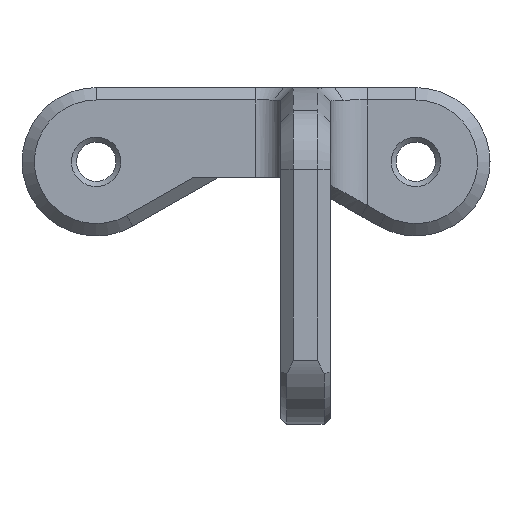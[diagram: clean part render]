
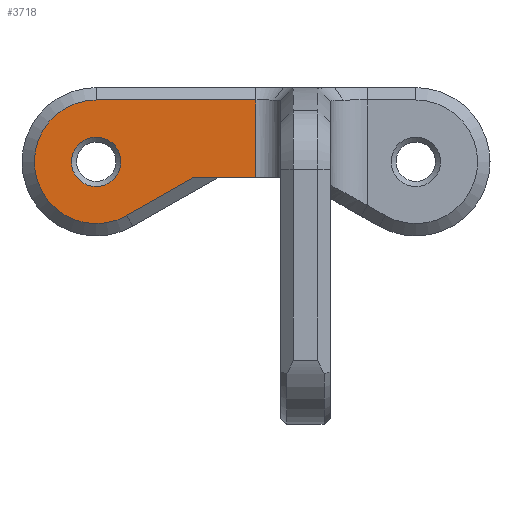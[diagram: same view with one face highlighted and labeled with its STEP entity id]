
A CAD part, front view. The second image highlights one B-rep face of the part: STEP entity #3718.
In plain terms, the highlighted planar face has unit normal (0, -1, 0).
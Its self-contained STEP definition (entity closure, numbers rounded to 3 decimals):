
#1572 = PLANE('',#1573);
#1573 = AXIS2_PLACEMENT_3D('',#1574,#1575,#1576);
#1574 = CARTESIAN_POINT('',(-12.925,-3.5,14.76));
#1575 = DIRECTION('',(0.,-0.707,0.707));
#1576 = DIRECTION('',(-1.,-0.,-0.));
#1722 = PLANE('',#1723);
#1723 = AXIS2_PLACEMENT_3D('',#1724,#1725,#1726);
#1724 = CARTESIAN_POINT('',(-3.,0.,8.));
#1725 = DIRECTION('',(0.,0.,1.));
#1726 = DIRECTION('',(1.,0.,0.));
#2612 = VERTEX_POINT('',#2613);
#2613 = CARTESIAN_POINT('',(0.,-4.,14.26));
#2658 = CYLINDRICAL_SURFACE('',#2659,2.);
#2659 = AXIS2_PLACEMENT_3D('',#2660,#2661,#2662);
#2660 = CARTESIAN_POINT('',(0.,-6.,15.26));
#2661 = DIRECTION('',(0.,0.,-1.));
#2662 = DIRECTION('',(1.,0.,0.));
#2708 = VERTEX_POINT('',#2709);
#2709 = CARTESIAN_POINT('',(-12.925,-4.,14.26));
#2723 = CONICAL_SURFACE('',#2724,6.,0.785);
#2724 = AXIS2_PLACEMENT_3D('',#2725,#2726,#2727);
#2725 = CARTESIAN_POINT('',(-12.925,-3.,9.26));
#2726 = DIRECTION('',(0.,1.,0.));
#2727 = DIRECTION('',(0.494,0.,-0.869)
  );
#2736 = EDGE_CURVE('',#2708,#2612,#2737,.T.);
#2737 = SURFACE_CURVE('',#2738,(#2742,#2749),.PCURVE_S1.);
#2738 = LINE('',#2739,#2740);
#2739 = CARTESIAN_POINT('',(-12.925,-4.,14.26));
#2740 = VECTOR('',#2741,1.);
#2741 = DIRECTION('',(1.,0.,0.));
#2742 = PCURVE('',#1572,#2743);
#2743 = DEFINITIONAL_REPRESENTATION('',(#2744),#2748);
#2744 = LINE('',#2745,#2746);
#2745 = CARTESIAN_POINT('',(-0.,0.707));
#2746 = VECTOR('',#2747,1.);
#2747 = DIRECTION('',(-1.,0.));
#2748 = ( GEOMETRIC_REPRESENTATION_CONTEXT(2) 
PARAMETRIC_REPRESENTATION_CONTEXT() REPRESENTATION_CONTEXT('2D SPACE',''
  ) );
#2749 = PCURVE('',#2750,#2755);
#2750 = PLANE('',#2751);
#2751 = AXIS2_PLACEMENT_3D('',#2752,#2753,#2754);
#2752 = CARTESIAN_POINT('',(0.,-4.,9.889));
#2753 = DIRECTION('',(0.,1.,0.));
#2754 = DIRECTION('',(0.,0.,1.));
#2755 = DEFINITIONAL_REPRESENTATION('',(#2756),#2760);
#2756 = LINE('',#2757,#2758);
#2757 = CARTESIAN_POINT('',(4.371,-12.925));
#2758 = VECTOR('',#2759,1.);
#2759 = DIRECTION('',(0.,1.));
#2760 = ( GEOMETRIC_REPRESENTATION_CONTEXT(2) 
PARAMETRIC_REPRESENTATION_CONTEXT() REPRESENTATION_CONTEXT('2D SPACE',''
  ) );
#2915 = VERTEX_POINT('',#2916);
#2916 = CARTESIAN_POINT('',(-5.024,-4.,8.));
#2930 = PLANE('',#2931);
#2931 = AXIS2_PLACEMENT_3D('',#2932,#2933,#2934);
#2932 = CARTESIAN_POINT('',(-3.247,-3.5,8.435));
#2933 = DIRECTION('',(0.349,-0.707,-0.615));
#2934 = DIRECTION('',(0.869,0.,0.494));
#2942 = EDGE_CURVE('',#2943,#2915,#2945,.T.);
#2943 = VERTEX_POINT('',#2944);
#2944 = CARTESIAN_POINT('',(-3.,-4.,8.));
#2945 = SURFACE_CURVE('',#2946,(#2950,#2957),.PCURVE_S1.);
#2946 = LINE('',#2947,#2948);
#2947 = CARTESIAN_POINT('',(-1.5,-4.,8.));
#2948 = VECTOR('',#2949,1.);
#2949 = DIRECTION('',(-1.,0.,0.));
#2950 = PCURVE('',#1722,#2951);
#2951 = DEFINITIONAL_REPRESENTATION('',(#2952),#2956);
#2952 = LINE('',#2953,#2954);
#2953 = CARTESIAN_POINT('',(1.5,-4.));
#2954 = VECTOR('',#2955,1.);
#2955 = DIRECTION('',(-1.,0.));
#2956 = ( GEOMETRIC_REPRESENTATION_CONTEXT(2) 
PARAMETRIC_REPRESENTATION_CONTEXT() REPRESENTATION_CONTEXT('2D SPACE',''
  ) );
#2957 = PCURVE('',#2750,#2958);
#2958 = DEFINITIONAL_REPRESENTATION('',(#2959),#2963);
#2959 = LINE('',#2960,#2961);
#2960 = CARTESIAN_POINT('',(-1.889,-1.5));
#2961 = VECTOR('',#2962,1.);
#2962 = DIRECTION('',(0.,-1.));
#2963 = ( GEOMETRIC_REPRESENTATION_CONTEXT(2) 
PARAMETRIC_REPRESENTATION_CONTEXT() REPRESENTATION_CONTEXT('2D SPACE',''
  ) );
#2965 = EDGE_CURVE('',#2943,#2966,#2968,.T.);
#2966 = VERTEX_POINT('',#2967);
#2967 = CARTESIAN_POINT('',(0.,-4.,8.));
#2968 = SURFACE_CURVE('',#2969,(#2973,#2980),.PCURVE_S1.);
#2969 = LINE('',#2970,#2971);
#2970 = CARTESIAN_POINT('',(-3.,-4.,8.));
#2971 = VECTOR('',#2972,1.);
#2972 = DIRECTION('',(1.,0.,0.));
#2973 = PCURVE('',#1722,#2974);
#2974 = DEFINITIONAL_REPRESENTATION('',(#2975),#2979);
#2975 = LINE('',#2976,#2977);
#2976 = CARTESIAN_POINT('',(0.,-4.));
#2977 = VECTOR('',#2978,1.);
#2978 = DIRECTION('',(1.,0.));
#2979 = ( GEOMETRIC_REPRESENTATION_CONTEXT(2) 
PARAMETRIC_REPRESENTATION_CONTEXT() REPRESENTATION_CONTEXT('2D SPACE',''
  ) );
#2980 = PCURVE('',#2750,#2981);
#2981 = DEFINITIONAL_REPRESENTATION('',(#2982),#2986);
#2982 = LINE('',#2983,#2984);
#2983 = CARTESIAN_POINT('',(-1.889,-3.));
#2984 = VECTOR('',#2985,1.);
#2985 = DIRECTION('',(0.,1.));
#2986 = ( GEOMETRIC_REPRESENTATION_CONTEXT(2) 
PARAMETRIC_REPRESENTATION_CONTEXT() REPRESENTATION_CONTEXT('2D SPACE',''
  ) );
#3125 = CONICAL_SURFACE('',#3126,1.6,0.785);
#3126 = AXIS2_PLACEMENT_3D('',#3127,#3128,#3129);
#3127 = CARTESIAN_POINT('',(-12.925,-3.6,9.26));
#3128 = DIRECTION('',(0.,-1.,0.));
#3129 = DIRECTION('',(1.,0.,0.));
#3650 = EDGE_CURVE('',#2612,#2966,#3651,.T.);
#3651 = SURFACE_CURVE('',#3652,(#3656,#3662),.PCURVE_S1.);
#3652 = LINE('',#3653,#3654);
#3653 = CARTESIAN_POINT('',(0.,-4.,15.26));
#3654 = VECTOR('',#3655,1.);
#3655 = DIRECTION('',(0.,0.,-1.));
#3656 = PCURVE('',#2658,#3657);
#3657 = DEFINITIONAL_REPRESENTATION('',(#3658),#3661);
#3658 = B_SPLINE_CURVE_WITH_KNOTS('',1,(#3659,#3660),.UNSPECIFIED.,.F.,
  .F.,(2,2),(1.,7.26),.PIECEWISE_BEZIER_KNOTS.);
#3659 = CARTESIAN_POINT('',(-1.571,1.));
#3660 = CARTESIAN_POINT('',(-1.571,7.26));
#3661 = ( GEOMETRIC_REPRESENTATION_CONTEXT(2) 
PARAMETRIC_REPRESENTATION_CONTEXT() REPRESENTATION_CONTEXT('2D SPACE',''
  ) );
#3662 = PCURVE('',#2750,#3663);
#3663 = DEFINITIONAL_REPRESENTATION('',(#3664),#3668);
#3664 = LINE('',#3665,#3666);
#3665 = CARTESIAN_POINT('',(5.371,0.));
#3666 = VECTOR('',#3667,1.);
#3667 = DIRECTION('',(-1.,0.));
#3668 = ( GEOMETRIC_REPRESENTATION_CONTEXT(2) 
PARAMETRIC_REPRESENTATION_CONTEXT() REPRESENTATION_CONTEXT('2D SPACE',''
  ) );
#3675 = VERTEX_POINT('',#3676);
#3676 = CARTESIAN_POINT('',(-10.454,-4.,4.913));
#3698 = EDGE_CURVE('',#3675,#2708,#3699,.T.);
#3699 = SURFACE_CURVE('',#3700,(#3705,#3711),.PCURVE_S1.);
#3700 = CIRCLE('',#3701,5.);
#3701 = AXIS2_PLACEMENT_3D('',#3702,#3703,#3704);
#3702 = CARTESIAN_POINT('',(-12.925,-4.,9.26));
#3703 = DIRECTION('',(0.,1.,0.));
#3704 = DIRECTION('',(0.494,0.,-0.869)
  );
#3705 = PCURVE('',#2723,#3706);
#3706 = DEFINITIONAL_REPRESENTATION('',(#3707),#3710);
#3707 = B_SPLINE_CURVE_WITH_KNOTS('',1,(#3708,#3709),.UNSPECIFIED.,.F.,
  .F.,(2,2),(0.,3.658),.PIECEWISE_BEZIER_KNOTS.);
#3708 = CARTESIAN_POINT('',(0.,-1.));
#3709 = CARTESIAN_POINT('',(3.658,-1.));
#3710 = ( GEOMETRIC_REPRESENTATION_CONTEXT(2) 
PARAMETRIC_REPRESENTATION_CONTEXT() REPRESENTATION_CONTEXT('2D SPACE',''
  ) );
#3711 = PCURVE('',#2750,#3712);
#3712 = DEFINITIONAL_REPRESENTATION('',(#3713),#3717);
#3713 = CIRCLE('',#3714,5.);
#3714 = AXIS2_PLACEMENT_2D('',#3715,#3716);
#3715 = CARTESIAN_POINT('',(-0.629,-12.925));
#3716 = DIRECTION('',(-0.869,0.494));
#3717 = ( GEOMETRIC_REPRESENTATION_CONTEXT(2) 
PARAMETRIC_REPRESENTATION_CONTEXT() REPRESENTATION_CONTEXT('2D SPACE',''
  ) );
#3718 = ADVANCED_FACE('',(#3719,#3748),#2750,.F.);
#3719 = FACE_BOUND('',#3720,.F.);
#3720 = EDGE_LOOP('',(#3721));
#3721 = ORIENTED_EDGE('',*,*,#3722,.T.);
#3722 = EDGE_CURVE('',#3723,#3723,#3725,.T.);
#3723 = VERTEX_POINT('',#3724);
#3724 = CARTESIAN_POINT('',(-10.925,-4.,9.26));
#3725 = SURFACE_CURVE('',#3726,(#3731,#3742),.PCURVE_S1.);
#3726 = CIRCLE('',#3727,2.);
#3727 = AXIS2_PLACEMENT_3D('',#3728,#3729,#3730);
#3728 = CARTESIAN_POINT('',(-12.925,-4.,9.26));
#3729 = DIRECTION('',(0.,-1.,0.));
#3730 = DIRECTION('',(1.,0.,0.));
#3731 = PCURVE('',#2750,#3732);
#3732 = DEFINITIONAL_REPRESENTATION('',(#3733),#3741);
#3733 = ( BOUNDED_CURVE() B_SPLINE_CURVE(2,(#3734,#3735,#3736,#3737,
#3738,#3739,#3740),.UNSPECIFIED.,.T.,.F.) B_SPLINE_CURVE_WITH_KNOTS((1,2
    ,2,2,2,1),(-2.094,0.,2.094,4.189,
6.283,8.378),.UNSPECIFIED.) CURVE() 
GEOMETRIC_REPRESENTATION_ITEM() RATIONAL_B_SPLINE_CURVE((1.,0.5,1.,0.5,
1.,0.5,1.)) REPRESENTATION_ITEM('') );
#3734 = CARTESIAN_POINT('',(-0.629,-10.925));
#3735 = CARTESIAN_POINT('',(2.835,-10.925));
#3736 = CARTESIAN_POINT('',(1.103,-13.925));
#3737 = CARTESIAN_POINT('',(-0.629,-16.925));
#3738 = CARTESIAN_POINT('',(-2.361,-13.925));
#3739 = CARTESIAN_POINT('',(-4.093,-10.925));
#3740 = CARTESIAN_POINT('',(-0.629,-10.925));
#3741 = ( GEOMETRIC_REPRESENTATION_CONTEXT(2) 
PARAMETRIC_REPRESENTATION_CONTEXT() REPRESENTATION_CONTEXT('2D SPACE',''
  ) );
#3742 = PCURVE('',#3125,#3743);
#3743 = DEFINITIONAL_REPRESENTATION('',(#3744),#3747);
#3744 = B_SPLINE_CURVE_WITH_KNOTS('',1,(#3745,#3746),.UNSPECIFIED.,.F.,
  .F.,(2,2),(0.,6.283),.PIECEWISE_BEZIER_KNOTS.);
#3745 = CARTESIAN_POINT('',(0.,0.4));
#3746 = CARTESIAN_POINT('',(6.283,0.4));
#3747 = ( GEOMETRIC_REPRESENTATION_CONTEXT(2) 
PARAMETRIC_REPRESENTATION_CONTEXT() REPRESENTATION_CONTEXT('2D SPACE',''
  ) );
#3748 = FACE_BOUND('',#3749,.F.);
#3749 = EDGE_LOOP('',(#3750,#3751,#3752,#3753,#3774,#3775));
#3750 = ORIENTED_EDGE('',*,*,#3650,.T.);
#3751 = ORIENTED_EDGE('',*,*,#2965,.F.);
#3752 = ORIENTED_EDGE('',*,*,#2942,.T.);
#3753 = ORIENTED_EDGE('',*,*,#3754,.T.);
#3754 = EDGE_CURVE('',#2915,#3675,#3755,.T.);
#3755 = SURFACE_CURVE('',#3756,(#3760,#3767),.PCURVE_S1.);
#3756 = LINE('',#3757,#3758);
#3757 = CARTESIAN_POINT('',(-3.494,-4.,8.869));
#3758 = VECTOR('',#3759,1.);
#3759 = DIRECTION('',(-0.869,0.,-0.494
    ));
#3760 = PCURVE('',#2750,#3761);
#3761 = DEFINITIONAL_REPRESENTATION('',(#3762),#3766);
#3762 = LINE('',#3763,#3764);
#3763 = CARTESIAN_POINT('',(-1.02,-3.494));
#3764 = VECTOR('',#3765,1.);
#3765 = DIRECTION('',(-0.494,-0.869));
#3766 = ( GEOMETRIC_REPRESENTATION_CONTEXT(2) 
PARAMETRIC_REPRESENTATION_CONTEXT() REPRESENTATION_CONTEXT('2D SPACE',''
  ) );
#3767 = PCURVE('',#2930,#3768);
#3768 = DEFINITIONAL_REPRESENTATION('',(#3769),#3773);
#3769 = LINE('',#3770,#3771);
#3770 = CARTESIAN_POINT('',(0.,0.707));
#3771 = VECTOR('',#3772,1.);
#3772 = DIRECTION('',(-1.,0.));
#3773 = ( GEOMETRIC_REPRESENTATION_CONTEXT(2) 
PARAMETRIC_REPRESENTATION_CONTEXT() REPRESENTATION_CONTEXT('2D SPACE',''
  ) );
#3774 = ORIENTED_EDGE('',*,*,#3698,.T.);
#3775 = ORIENTED_EDGE('',*,*,#2736,.T.);
